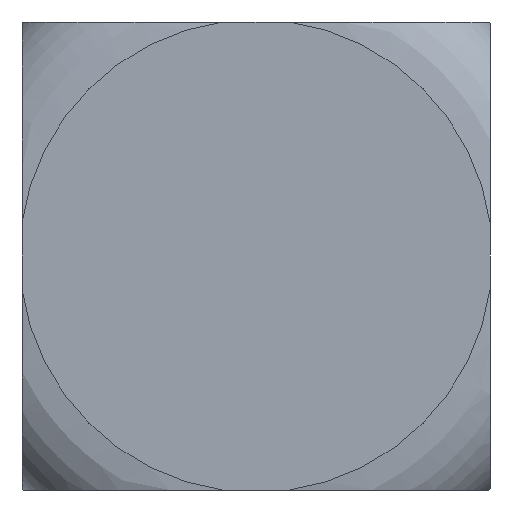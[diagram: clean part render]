
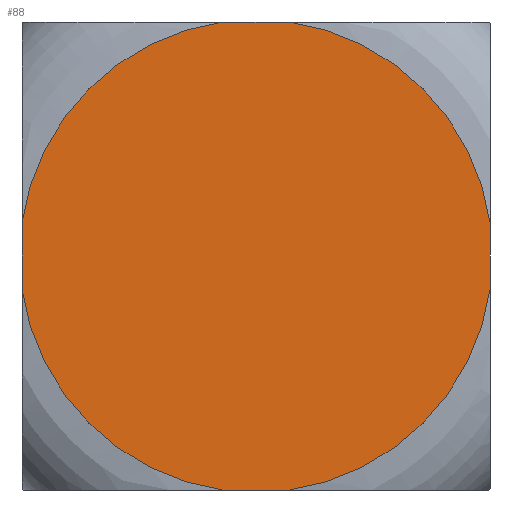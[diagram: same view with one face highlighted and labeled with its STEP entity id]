
A CAD part, left-side view. The second image highlights one B-rep face of the part: STEP entity #88.
In plain terms, the highlighted planar face has unit normal (-1, 0, 0).
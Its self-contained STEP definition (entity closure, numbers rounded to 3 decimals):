
#88 = ADVANCED_FACE( '', ( #130 ), #131, .T. );
#130 = FACE_OUTER_BOUND( '', #186, .T. );
#131 = PLANE( '', #187 );
#186 = EDGE_LOOP( '', ( #328, #329, #330, #331, #332, #333, #334, #335 ) );
#187 = AXIS2_PLACEMENT_3D( '', #336, #337, #338 );
#328 = ORIENTED_EDGE( '', *, *, #477, .T. );
#329 = ORIENTED_EDGE( '', *, *, #496, .T. );
#330 = ORIENTED_EDGE( '', *, *, #495, .T. );
#331 = ORIENTED_EDGE( '', *, *, #497, .T. );
#332 = ORIENTED_EDGE( '', *, *, #489, .T. );
#333 = ORIENTED_EDGE( '', *, *, #498, .T. );
#334 = ORIENTED_EDGE( '', *, *, #483, .T. );
#335 = ORIENTED_EDGE( '', *, *, #499, .T. );
#336 = CARTESIAN_POINT( '', ( 0., 7.07, 0. ) );
#337 = DIRECTION( '', ( -1., 0., 0. ) );
#338 = DIRECTION( '', ( 0., 1., 0. ) );
#477 = EDGE_CURVE( '', #568, #573, #575, .T. );
#483 = EDGE_CURVE( '', #577, #584, #586, .T. );
#489 = EDGE_CURVE( '', #588, #596, #598, .T. );
#495 = EDGE_CURVE( '', #600, #607, #609, .T. );
#496 = EDGE_CURVE( '', #573, #600, #610, .T. );
#497 = EDGE_CURVE( '', #607, #588, #611, .T. );
#498 = EDGE_CURVE( '', #596, #577, #612, .T. );
#499 = EDGE_CURVE( '', #584, #568, #613, .T. );
#568 = VERTEX_POINT( '', #695 );
#573 = VERTEX_POINT( '', #731 );
#575 = LINE( '', #762, #763 );
#577 = VERTEX_POINT( '', #765 );
#584 = VERTEX_POINT( '', #804 );
#586 = LINE( '', #835, #836 );
#588 = VERTEX_POINT( '', #838 );
#596 = VERTEX_POINT( '', #878 );
#598 = LINE( '', #909, #910 );
#600 = VERTEX_POINT( '', #912 );
#607 = VERTEX_POINT( '', #951 );
#609 = LINE( '', #982, #983 );
#610 = CIRCLE( '', #984, 14.14 );
#611 = CIRCLE( '', #985, 14.14 );
#612 = CIRCLE( '', #986, 14.14 );
#613 = CIRCLE( '', #987, 14.14 );
#695 = CARTESIAN_POINT( '', ( 0., -1.985, 14. ) );
#731 = CARTESIAN_POINT( '', ( 0., 1.985, 14. ) );
#762 = CARTESIAN_POINT( '', ( 0., 10.535, 14. ) );
#763 = VECTOR( '', #1073, 1. );
#765 = CARTESIAN_POINT( '', ( 0., -14., -1.985 ) );
#804 = CARTESIAN_POINT( '', ( 0., -14., 1.985 ) );
#835 = CARTESIAN_POINT( '', ( 0., -14., 7. ) );
#836 = VECTOR( '', #1077, 1. );
#838 = CARTESIAN_POINT( '', ( 0., 1.985, -14. ) );
#878 = CARTESIAN_POINT( '', ( 0., -1.985, -14. ) );
#909 = CARTESIAN_POINT( '', ( 0., -3.465, -14. ) );
#910 = VECTOR( '', #1081, 1. );
#912 = CARTESIAN_POINT( '', ( 0., 14., 1.985 ) );
#951 = CARTESIAN_POINT( '', ( 0., 14., -1.985 ) );
#982 = CARTESIAN_POINT( '', ( 0., 14., -7. ) );
#983 = VECTOR( '', #1085, 1. );
#984 = AXIS2_PLACEMENT_3D( '', #1086, #1087, #1088 );
#985 = AXIS2_PLACEMENT_3D( '', #1089, #1090, #1091 );
#986 = AXIS2_PLACEMENT_3D( '', #1092, #1093, #1094 );
#987 = AXIS2_PLACEMENT_3D( '', #1095, #1096, #1097 );
#1073 = DIRECTION( '', ( 0., 1., 0. ) );
#1077 = DIRECTION( '', ( 0., 0., 1. ) );
#1081 = DIRECTION( '', ( 0., -1., 0. ) );
#1085 = DIRECTION( '', ( 0., 0., -1. ) );
#1086 = CARTESIAN_POINT( '', ( 0., 0., 0. ) );
#1087 = DIRECTION( '', ( -1., 0., 0. ) );
#1088 = DIRECTION( '', ( 0., 1., 0. ) );
#1089 = CARTESIAN_POINT( '', ( 0., 0., 0. ) );
#1090 = DIRECTION( '', ( -1., 0., 0. ) );
#1091 = DIRECTION( '', ( 0., 1., 0. ) );
#1092 = CARTESIAN_POINT( '', ( 0., 0., 0. ) );
#1093 = DIRECTION( '', ( -1., 0., 0. ) );
#1094 = DIRECTION( '', ( 0., 1., 0. ) );
#1095 = CARTESIAN_POINT( '', ( 0., 0., 0. ) );
#1096 = DIRECTION( '', ( -1., 0., 0. ) );
#1097 = DIRECTION( '', ( 0., 1., 0. ) );
